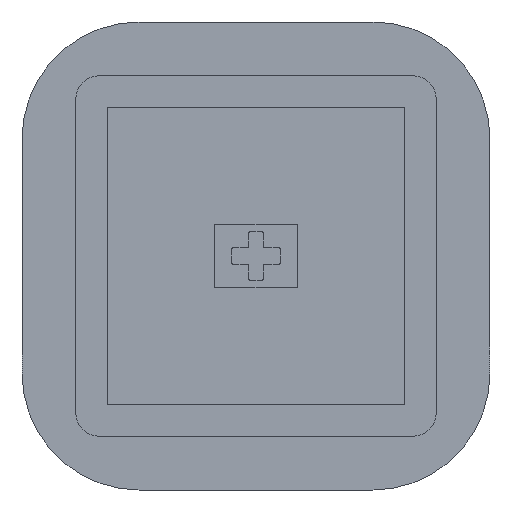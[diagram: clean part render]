
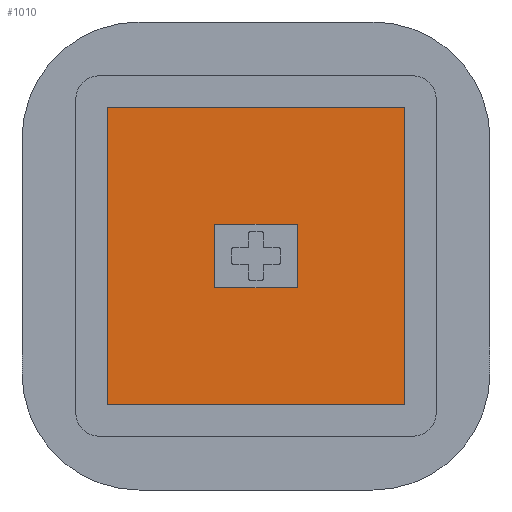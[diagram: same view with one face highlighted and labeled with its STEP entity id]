
A CAD part, front view. The second image highlights one B-rep face of the part: STEP entity #1010.
In plain terms, the highlighted planar face has unit normal (0, -1, 0).
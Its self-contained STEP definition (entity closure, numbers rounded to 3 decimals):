
#18=FACE_BOUND('',#160,.T.);
#48=PLANE('',#1127);
#102=FACE_OUTER_BOUND('',#159,.T.);
#159=EDGE_LOOP('',(#893,#894,#895,#896));
#160=EDGE_LOOP('',(#897,#898,#899,#900));
#195=LINE('',#1523,#299);
#199=LINE('',#1531,#303);
#202=LINE('',#1537,#306);
#205=LINE('',#1542,#309);
#255=LINE('',#1692,#359);
#259=LINE('',#1700,#363);
#262=LINE('',#1706,#366);
#265=LINE('',#1711,#369);
#299=VECTOR('',#1228,10.);
#303=VECTOR('',#1234,10.);
#306=VECTOR('',#1239,10.);
#309=VECTOR('',#1244,10.);
#359=VECTOR('',#1394,10.);
#363=VECTOR('',#1400,10.);
#366=VECTOR('',#1405,10.);
#369=VECTOR('',#1410,10.);
#445=VERTEX_POINT('',#1521);
#446=VERTEX_POINT('',#1522);
#449=VERTEX_POINT('',#1530);
#451=VERTEX_POINT('',#1536);
#501=VERTEX_POINT('',#1690);
#502=VERTEX_POINT('',#1691);
#505=VERTEX_POINT('',#1699);
#507=VERTEX_POINT('',#1705);
#555=EDGE_CURVE('',#445,#446,#195,.T.);
#559=EDGE_CURVE('',#446,#449,#199,.T.);
#562=EDGE_CURVE('',#449,#451,#202,.T.);
#565=EDGE_CURVE('',#451,#445,#205,.T.);
#639=EDGE_CURVE('',#501,#502,#255,.T.);
#643=EDGE_CURVE('',#502,#505,#259,.T.);
#646=EDGE_CURVE('',#505,#507,#262,.T.);
#649=EDGE_CURVE('',#507,#501,#265,.T.);
#893=ORIENTED_EDGE('',*,*,#555,.T.);
#894=ORIENTED_EDGE('',*,*,#559,.T.);
#895=ORIENTED_EDGE('',*,*,#562,.T.);
#896=ORIENTED_EDGE('',*,*,#565,.T.);
#897=ORIENTED_EDGE('',*,*,#639,.T.);
#898=ORIENTED_EDGE('',*,*,#643,.T.);
#899=ORIENTED_EDGE('',*,*,#646,.T.);
#900=ORIENTED_EDGE('',*,*,#649,.T.);
#1010=ADVANCED_FACE('',(#102,#18),#48,.F.);
#1127=AXIS2_PLACEMENT_3D('',#1714,#1414,#1415);
#1228=DIRECTION('',(-1.,0.,0.));
#1234=DIRECTION('',(0.,0.,-1.));
#1239=DIRECTION('',(1.,0.,0.));
#1244=DIRECTION('',(0.,0.,1.));
#1394=DIRECTION('',(1.,0.,0.));
#1400=DIRECTION('',(0.,0.,-1.));
#1405=DIRECTION('',(-1.,0.,0.));
#1410=DIRECTION('',(0.,0.,1.));
#1414=DIRECTION('center_axis',(0.,1.,0.));
#1415=DIRECTION('ref_axis',(0.,0.,1.));
#1521=CARTESIAN_POINT('',(20.05,9.7,5.35));
#1522=CARTESIAN_POINT('',(-5.35,9.7,5.35));
#1523=CARTESIAN_POINT('',(1.,9.7,5.35));
#1530=CARTESIAN_POINT('',(-5.35,9.7,-20.05));
#1531=CARTESIAN_POINT('',(-5.35,9.7,-13.7));
#1536=CARTESIAN_POINT('',(20.05,9.7,-20.05));
#1537=CARTESIAN_POINT('',(13.7,9.7,-20.05));
#1542=CARTESIAN_POINT('',(20.05,9.7,-1.));
#1690=CARTESIAN_POINT('',(3.837,9.7,-4.637));
#1691=CARTESIAN_POINT('',(10.863,9.7,-4.637));
#1692=CARTESIAN_POINT('',(9.106,9.7,-4.637));
#1699=CARTESIAN_POINT('',(10.863,9.7,-10.063));
#1700=CARTESIAN_POINT('',(10.863,9.7,-8.706));
#1705=CARTESIAN_POINT('',(3.837,9.7,-10.063));
#1706=CARTESIAN_POINT('',(5.594,9.7,-10.063));
#1711=CARTESIAN_POINT('',(3.837,9.7,-5.994));
#1714=CARTESIAN_POINT('Origin',(7.35,9.7,-7.35));
